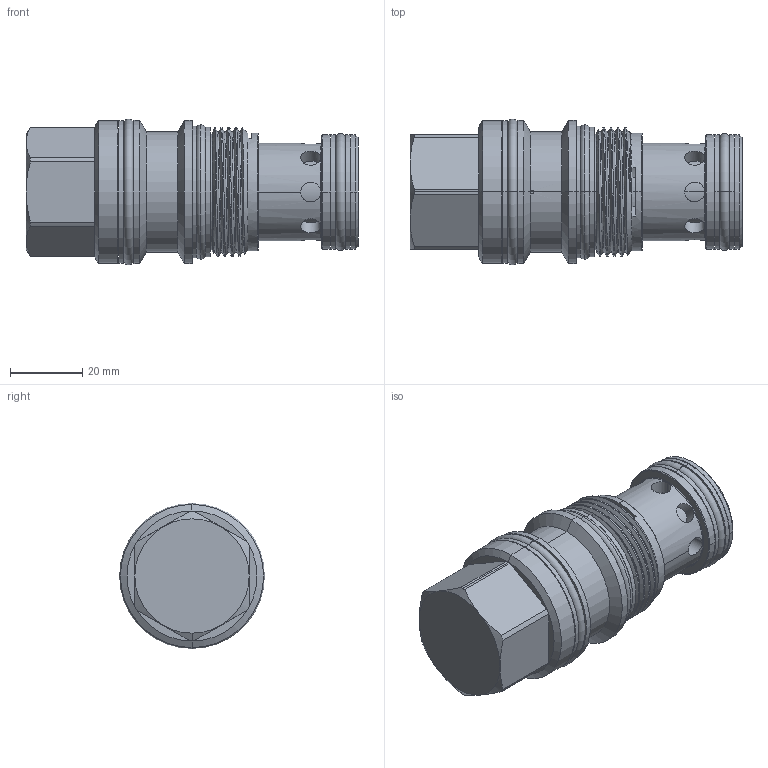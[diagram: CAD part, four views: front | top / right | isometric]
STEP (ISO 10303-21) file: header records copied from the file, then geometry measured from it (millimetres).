
FILE_DESCRIPTION (( 'STEP AP203' ), '1' );
FILE_NAME ('LP17A30-N-1.STEP', '2020-04-14T08:21:38', ( '' ), ( '' ), 'SwSTEP 2.0', 'SolidWorks 2018', '' );
FILE_SCHEMA (( 'CONFIG_CONTROL_DESIGN' ));
Length unit declared in the file: millimetre
Products named in the file (1): LP17A30-N-1
Bounding box: 92.04 x 40.39 x 40.39 mm (x, y, z)
Volume: 79233.3 mm3; surface area: 19618.3 mm2
Topology: 3 solids, 3 shells, 164 faces, 365 edges, 229 vertices
Faces by surface type: cylinder 95, plane 30, cone 26, torus 10, bspline 3
Entity records: 6531 total; most frequent: CARTESIAN_POINT 2848, DIRECTION 775, ORIENTED_EDGE 730, EDGE_CURVE 365, AXIS2_PLACEMENT_3D 326, VERTEX_POINT 229, EDGE_LOOP 190, FACE_OUTER_BOUND 164
